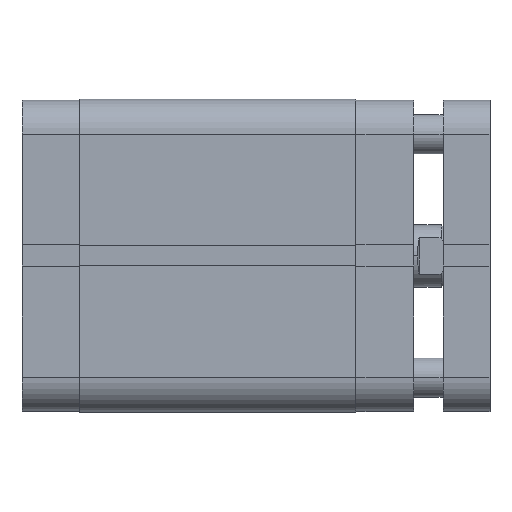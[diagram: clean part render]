
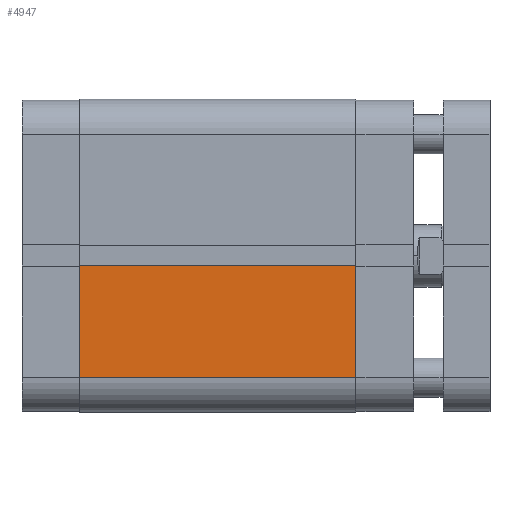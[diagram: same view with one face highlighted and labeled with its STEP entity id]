
A CAD part, top view. The second image highlights one B-rep face of the part: STEP entity #4947.
In plain terms, the highlighted face is planar.
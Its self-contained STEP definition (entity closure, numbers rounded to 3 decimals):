
#27 = ORIENTED_EDGE ( 'NONE', *, *, #5323, .T. ) ;
#980 = EDGE_LOOP ( 'NONE', ( #4555, #4543, #4542, #27 ) ) ;
#1184 = VECTOR ( 'NONE', #7847, 1000. ) ;
#1191 = LINE ( 'NONE', #7846, #1184 ) ;
#1201 = VECTOR ( 'NONE', #7863, 1000. ) ;
#1206 = LINE ( 'NONE', #7862, #1201 ) ;
#1335 = LINE ( 'NONE', #8073, #1336 ) ;
#1336 = VECTOR ( 'NONE', #8074, 1000. ) ;
#1339 = LINE ( 'NONE', #8076, #1340 ) ;
#1340 = VECTOR ( 'NONE', #8077, 1000. ) ;
#3681 = CARTESIAN_POINT ( 'NONE',  ( 40., -31., 0. ) ) ;
#3695 = CARTESIAN_POINT ( 'NONE',  ( 40., -2.6, 0. ) ) ;
#3698 = CARTESIAN_POINT ( 'NONE',  ( 40., -31., 70.5 ) ) ;
#3700 = CARTESIAN_POINT ( 'NONE',  ( 40., -2.6, 70.5 ) ) ;
#3992 = CARTESIAN_POINT ( 'NONE',  ( 40., -88.141, 70.5 ) ) ;
#3993 = PLANE ( 'NONE',  #5887 ) ;
#3995 = DIRECTION ( 'NONE',  ( 1., 0., 0. ) ) ;
#3996 = DIRECTION ( 'NONE',  ( 0., 0., -1. ) ) ;
#4542 = ORIENTED_EDGE ( 'NONE', *, *, #5321, .T. ) ;
#4543 = ORIENTED_EDGE ( 'NONE', *, *, #5230, .F. ) ;
#4555 = ORIENTED_EDGE ( 'NONE', *, *, #5236, .F. ) ;
#4844 = VERTEX_POINT ( 'NONE', #3681 ) ;
#4858 = VERTEX_POINT ( 'NONE', #3695 ) ;
#4861 = VERTEX_POINT ( 'NONE', #3698 ) ;
#4863 = VERTEX_POINT ( 'NONE', #3700 ) ;
#4947 = ADVANCED_FACE ( 'NONE', ( #6923 ), #3993, .T. ) ;
#5230 = EDGE_CURVE ( 'NONE', #4863, #4858, #1191, .T. ) ;
#5236 = EDGE_CURVE ( 'NONE', #4858, #4844, #1206, .T. ) ;
#5321 = EDGE_CURVE ( 'NONE', #4863, #4861, #1335, .T. ) ;
#5323 = EDGE_CURVE ( 'NONE', #4861, #4844, #1339, .T. ) ;
#5887 = AXIS2_PLACEMENT_3D ( 'NONE', #3992, #3995, #3996 ) ;
#6923 = FACE_OUTER_BOUND ( 'NONE', #980, .T. ) ;
#7846 = CARTESIAN_POINT ( 'NONE',  ( 40., -2.6, 70.5 ) ) ;
#7847 = DIRECTION ( 'NONE',  ( 0., 0., -1. ) ) ;
#7862 = CARTESIAN_POINT ( 'NONE',  ( 40., -88.141, 0. ) ) ;
#7863 = DIRECTION ( 'NONE',  ( 0., -1., 0. ) ) ;
#8073 = CARTESIAN_POINT ( 'NONE',  ( 40., -88.141, 70.5 ) ) ;
#8074 = DIRECTION ( 'NONE',  ( 0., -1., 0. ) ) ;
#8076 = CARTESIAN_POINT ( 'NONE',  ( 40., -31., 70.5 ) ) ;
#8077 = DIRECTION ( 'NONE',  ( 0., 0., -1. ) ) ;
